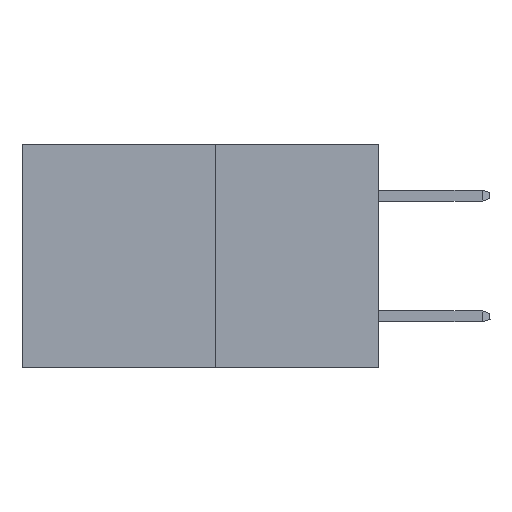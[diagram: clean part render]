
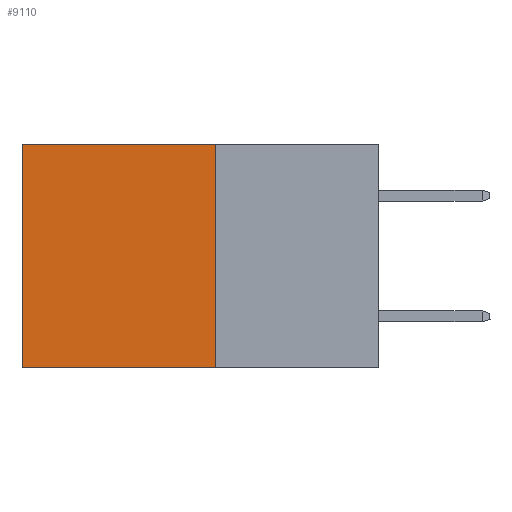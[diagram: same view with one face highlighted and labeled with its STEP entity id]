
A CAD part, left-side view. The second image highlights one B-rep face of the part: STEP entity #9110.
In plain terms, the highlighted planar face has unit normal (-1, 0, 0).
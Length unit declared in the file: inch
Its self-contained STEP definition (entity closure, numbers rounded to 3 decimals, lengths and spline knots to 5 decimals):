
#407 = VECTOR ( 'NONE', #10668, 39.37008 ) ;
#1132 = VECTOR ( 'NONE', #10647, 39.37008 ) ;
#1151 = EDGE_CURVE ( 'NONE', #18205, #10548, #23364, .T. ) ;
#5090 = EDGE_CURVE ( 'NONE', #27491, #18205, #16779, .T. ) ;
#8412 = VECTOR ( 'NONE', #23638, 39.37008 ) ;
#9015 = ORIENTED_EDGE ( 'NONE', *, *, #5090, .T. ) ;
#9067 = LINE ( 'NONE', #16405, #25923 ) ;
#9110 = ADVANCED_FACE ( 'NONE', ( #17970 ), #21294, .F. ) ;
#10548 = VERTEX_POINT ( 'NONE', #23781 ) ;
#10647 = DIRECTION ( 'NONE',  ( 0., 0., -1. ) ) ;
#10668 = DIRECTION ( 'NONE',  ( 0., 1., 0. ) ) ;
#10740 = VERTEX_POINT ( 'NONE', #13850 ) ;
#10759 = CARTESIAN_POINT ( 'NONE',  ( 0.277, 0.27, 0. ) ) ;
#12585 = DIRECTION ( 'NONE',  ( 0., 0., -1. ) ) ;
#12937 = AXIS2_PLACEMENT_3D ( 'NONE', #23482, #25677, #12585 ) ;
#13850 = CARTESIAN_POINT ( 'NONE',  ( 0.277, 0.27, -0.37 ) ) ;
#13975 = EDGE_CURVE ( 'NONE', #27491, #10740, #25976, .T. ) ;
#15372 = CARTESIAN_POINT ( 'NONE',  ( 0.277, 0.59, 0. ) ) ;
#16306 = DIRECTION ( 'NONE',  ( 0., 1., 0. ) ) ;
#16405 = CARTESIAN_POINT ( 'NONE',  ( 0.277, 0.27, -0.37 ) ) ;
#16436 = ORIENTED_EDGE ( 'NONE', *, *, #21231, .F. ) ;
#16779 = LINE ( 'NONE', #10759, #407 ) ;
#17352 = CARTESIAN_POINT ( 'NONE',  ( 0.277, 0.27, 0. ) ) ;
#17970 = FACE_OUTER_BOUND ( 'NONE', #26479, .T. ) ;
#18205 = VERTEX_POINT ( 'NONE', #15372 ) ;
#21231 = EDGE_CURVE ( 'NONE', #10740, #10548, #9067, .T. ) ;
#21294 = PLANE ( 'NONE',  #12937 ) ;
#22397 = ORIENTED_EDGE ( 'NONE', *, *, #1151, .T. ) ;
#23364 = LINE ( 'NONE', #24446, #1132 ) ;
#23482 = CARTESIAN_POINT ( 'NONE',  ( 0.277, 0.27, -0.37 ) ) ;
#23638 = DIRECTION ( 'NONE',  ( 0., 0., -1. ) ) ;
#23781 = CARTESIAN_POINT ( 'NONE',  ( 0.277, 0.59, -0.37 ) ) ;
#24446 = CARTESIAN_POINT ( 'NONE',  ( 0.277, 0.59, -0.37 ) ) ;
#24464 = ORIENTED_EDGE ( 'NONE', *, *, #13975, .F. ) ;
#25677 = DIRECTION ( 'NONE',  ( 1., 0., 0. ) ) ;
#25845 = CARTESIAN_POINT ( 'NONE',  ( 0.277, 0.27, -0.37 ) ) ;
#25923 = VECTOR ( 'NONE', #16306, 39.37008 ) ;
#25976 = LINE ( 'NONE', #25845, #8412 ) ;
#26479 = EDGE_LOOP ( 'NONE', ( #22397, #16436, #24464, #9015 ) ) ;
#27491 = VERTEX_POINT ( 'NONE', #17352 ) ;
